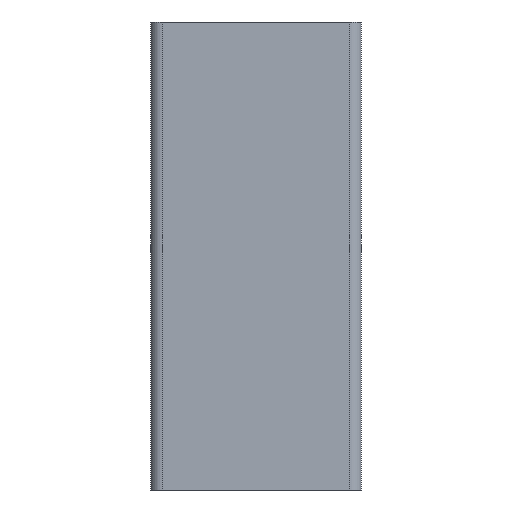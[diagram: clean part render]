
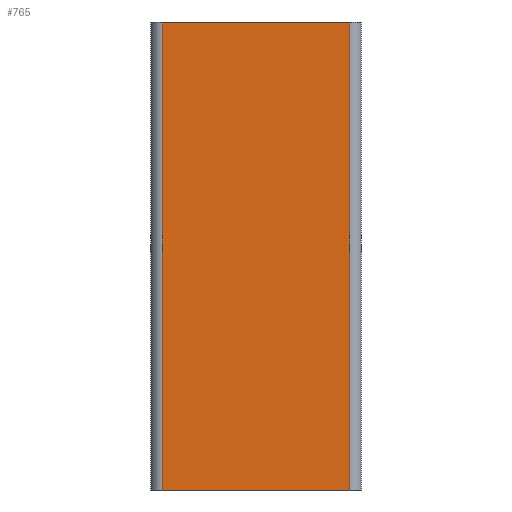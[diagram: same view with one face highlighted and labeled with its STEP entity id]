
A CAD part, front view. The second image highlights one B-rep face of the part: STEP entity #765.
In plain terms, the highlighted planar face has unit normal (0, -1, 0).
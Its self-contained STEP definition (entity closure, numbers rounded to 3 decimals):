
#35=PLANE('',#840);
#105=LINE('',#1262,#181);
#107=LINE('',#1272,#183);
#111=LINE('',#1285,#187);
#112=LINE('',#1288,#188);
#181=VECTOR('',#1030,40.);
#183=VECTOR('',#1042,100.);
#187=VECTOR('',#1058,100.);
#188=VECTOR('',#1063,40.);
#229=FACE_OUTER_BOUND('',#270,.T.);
#270=EDGE_LOOP('',(#670,#671,#672,#673));
#373=VERTEX_POINT('',#1259);
#374=VERTEX_POINT('',#1261);
#377=VERTEX_POINT('',#1270);
#380=VERTEX_POINT('',#1284);
#476=EDGE_CURVE('',#374,#373,#105,.T.);
#482=EDGE_CURVE('',#377,#373,#107,.T.);
#488=EDGE_CURVE('',#380,#374,#111,.T.);
#490=EDGE_CURVE('',#380,#377,#112,.T.);
#670=ORIENTED_EDGE('',*,*,#476,.T.);
#671=ORIENTED_EDGE('',*,*,#482,.F.);
#672=ORIENTED_EDGE('',*,*,#490,.F.);
#673=ORIENTED_EDGE('',*,*,#488,.T.);
#765=ADVANCED_FACE('',(#229),#35,.T.);
#840=AXIS2_PLACEMENT_3D('',#1287,#1061,#1062);
#1030=DIRECTION('',(-1.,0.,0.));
#1042=DIRECTION('',(0.,0.,1.));
#1058=DIRECTION('',(0.,0.,1.));
#1061=DIRECTION('center_axis',(0.,-1.,0.));
#1062=DIRECTION('ref_axis',(1.,0.,0.));
#1063=DIRECTION('',(-1.,0.,0.));
#1259=CARTESIAN_POINT('',(-20.,-9.25,100.));
#1261=CARTESIAN_POINT('',(20.,-9.25,100.));
#1262=CARTESIAN_POINT('',(-10.,-9.25,100.));
#1270=CARTESIAN_POINT('',(-20.,-9.25,0.));
#1272=CARTESIAN_POINT('',(-20.,-9.25,0.));
#1284=CARTESIAN_POINT('',(20.,-9.25,0.));
#1285=CARTESIAN_POINT('',(20.,-9.25,0.));
#1287=CARTESIAN_POINT('Origin',(-20.,-9.25,0.));
#1288=CARTESIAN_POINT('',(-10.,-9.25,0.));
